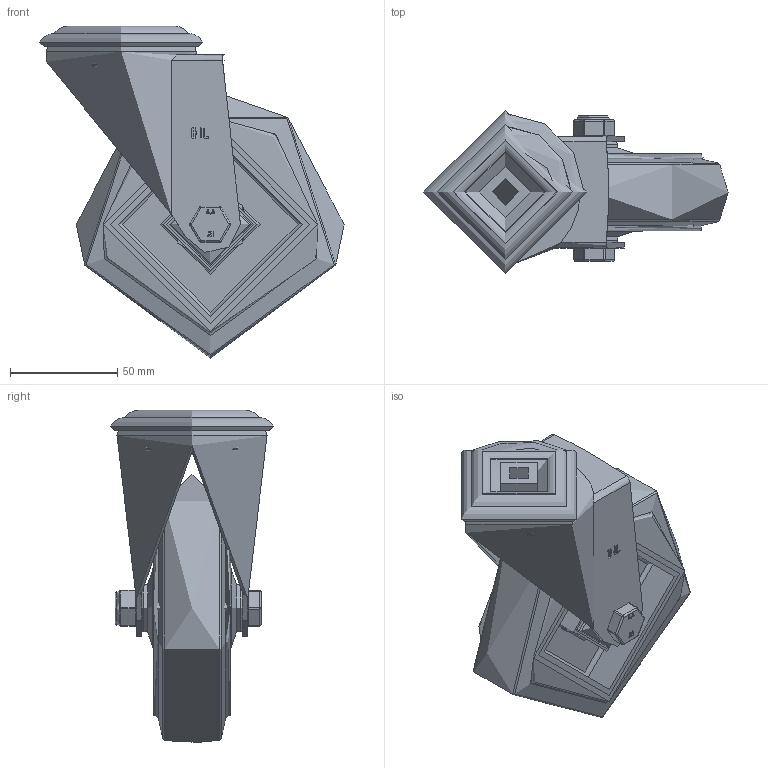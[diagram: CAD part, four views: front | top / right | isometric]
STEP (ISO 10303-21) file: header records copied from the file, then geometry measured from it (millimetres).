
FILE_DESCRIPTION(/* description */ (''),/* implementation_level */ '2;1');
FILE_NAME(/* name */ 'BZMM125SRNBJBH12.step',/* time_stamp */ '2024-10-14T12:47:12+01:00',/* author */ (''),/* organization */ (''),/* preprocessor_version */ 'ST-DEVELOPER v20',/* originating_system */ 'Autodesk Translation Framework v13.20.0.188',/* authorisation */ '');
FILE_SCHEMA (('AUTOMOTIVE_DESIGN { 1 0 10303 214 3 1 1 }'));
Length unit declared in the file: millimetre
Products named in the file (25): BZMM125SRNBJBH12; BZMM125ASBH12 - 47 v1; ZINC PLATED, PRESSED STEEL HEAD; ZINC PLATED, PRESSED STEEL FORKS; BZMH125WSRNBJM10 v1; BZMM125WSRNBJ; 65 SHORE A ELASTIC RUBBER TYRE; NYLON RIM; BEARING 6202; METAL; METAL2; Pattern; Component1; MIDDLE; RUBBER; RUBBER2; HUBCAPM10X47RN; HUBCAPM10X47RN (1); HUB CAP; HEXBOLTM10X60Z8.8 v2; GRADE 8.8 ZINC PLATED BOLT; NYLOCM10Z v1; NYLOC NUT; RUBBER (1); NUT
Assembly tree (32 placements, depth 6):
  BZMM125SRNBJBH12
    BZMM125ASBH12 - 47 v1
      ZINC PLATED, PRESSED STEEL HEAD
      ZINC PLATED, PRESSED STEEL FORKS
    BZMH125WSRNBJM10 v1
      BZMM125WSRNBJ
        65 SHORE A ELASTIC RUBBER TYRE
        NYLON RIM
        BEARING 6202
          METAL
          METAL2
          Pattern
            Component1  x8
          MIDDLE
          RUBBER
          RUBBER2
      HUBCAPM10X47RN
        HUB CAP
      HUBCAPM10X47RN (1)
        HUB CAP
    HEXBOLTM10X60Z8.8 v2
      GRADE 8.8 ZINC PLATED BOLT
    NYLOCM10Z v1
      NYLOC NUT
        RUBBER (1)
        NUT
Bounding box: 142 x 76 x 154.9 mm (x, y, z)
Volume: 319609.6 mm3; surface area: 145596.5 mm2
Topology: 22 solids, 22 shells, 727 faces, 1729 edges, 1121 vertices
Faces by surface type: plane 265, bspline 193, cylinder 169, sphere 42, torus 37, cone 21
Full cylindrical faces by diameter (mm): 8.141 x19, 9.85 x20, 10 x3, 10.2 x4, 12 x2, 12.2 x1, 14.9 x2, 15 x1, 15.5 x1, 16 x1, 18 x1, 19.2 x2, 20 x4, 21.313 x1, 22 x2, 22.5 x2, 23 x2, 24 x3, 25 x2, 27.75 x2, 30 x4, 30.5 x2, 31 x4, 32 x3, 34.5 x2, 35 x2, 36.25 x2, 38 x1, 38.25 x2, 40.5 x2
Entity records: 28681 total; most frequent: CARTESIAN_POINT 12876, ORIENTED_EDGE 3306, DIRECTION 2709, EDGE_CURVE 1653, VERTEX_POINT 1084, AXIS2_PLACEMENT_3D 1007, EDGE_LOOP 843, FACE_OUTER_BOUND 698
